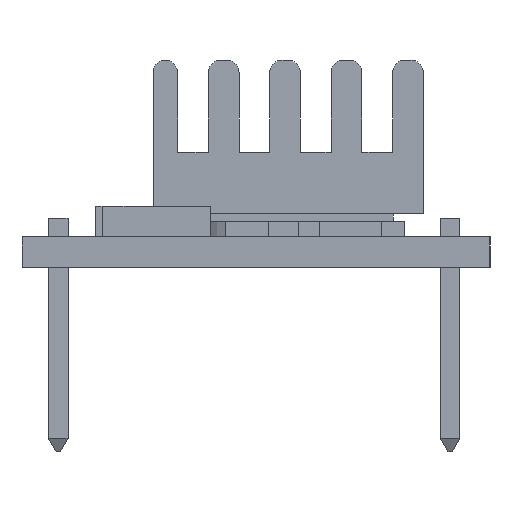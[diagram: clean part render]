
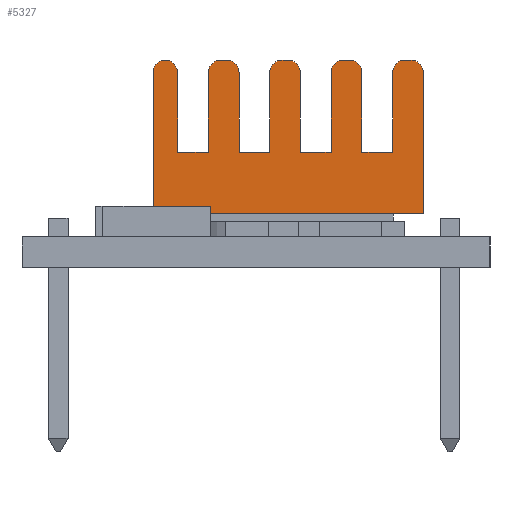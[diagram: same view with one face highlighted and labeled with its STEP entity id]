
A CAD part, left-side view. The second image highlights one B-rep face of the part: STEP entity #5327.
In plain terms, the highlighted planar face has unit normal (-1, 0, 0).
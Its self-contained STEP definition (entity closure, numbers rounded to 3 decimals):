
#182=CIRCLE('',#5737,0.4);
#183=CIRCLE('',#5739,0.4);
#184=CIRCLE('',#5740,0.4);
#185=CIRCLE('',#5741,0.4);
#186=CIRCLE('',#5742,0.4);
#187=CIRCLE('',#5743,0.4);
#188=CIRCLE('',#5744,0.4);
#189=CIRCLE('',#5745,0.4);
#190=CIRCLE('',#5746,0.4);
#503=FACE_OUTER_BOUND('',#856,.T.);
#856=EDGE_LOOP('',(#4615,#4616,#4617,#4618,#4619,#4620,#4621,#4622,#4623,
#4624,#4625,#4626,#4627,#4628,#4629,#4630,#4631,#4632,#4633,#4634,#4635,
#4636,#4637,#4638,#4639,#4640,#4641,#4642));
#1454=LINE('',#8527,#2087);
#1457=LINE('',#8539,#2090);
#1458=LINE('',#8543,#2091);
#1459=LINE('',#8545,#2092);
#1460=LINE('',#8547,#2093);
#1461=LINE('',#8551,#2094);
#1462=LINE('',#8555,#2095);
#1463=LINE('',#8557,#2096);
#1464=LINE('',#8559,#2097);
#1465=LINE('',#8563,#2098);
#1466=LINE('',#8567,#2099);
#1467=LINE('',#8569,#2100);
#1468=LINE('',#8571,#2101);
#1469=LINE('',#8575,#2102);
#1470=LINE('',#8579,#2103);
#1471=LINE('',#8581,#2104);
#1472=LINE('',#8583,#2105);
#1473=LINE('',#8586,#2106);
#1474=LINE('',#8587,#2107);
#2087=VECTOR('',#7040,1.);
#2090=VECTOR('',#7051,1.);
#2091=VECTOR('',#7054,1.);
#2092=VECTOR('',#7055,1.);
#2093=VECTOR('',#7056,1.);
#2094=VECTOR('',#7059,1.);
#2095=VECTOR('',#7062,1.);
#2096=VECTOR('',#7063,1.);
#2097=VECTOR('',#7064,1.);
#2098=VECTOR('',#7067,1.);
#2099=VECTOR('',#7070,1.);
#2100=VECTOR('',#7071,1.);
#2101=VECTOR('',#7072,1.);
#2102=VECTOR('',#7075,1.);
#2103=VECTOR('',#7078,1.);
#2104=VECTOR('',#7079,1.);
#2105=VECTOR('',#7080,1.);
#2106=VECTOR('',#7083,1.);
#2107=VECTOR('',#7084,1.);
#2563=VERTEX_POINT('',#8521);
#2565=VERTEX_POINT('',#8525);
#2568=VERTEX_POINT('',#8532);
#2569=VERTEX_POINT('',#8534);
#2570=VERTEX_POINT('',#8538);
#2571=VERTEX_POINT('',#8540);
#2572=VERTEX_POINT('',#8542);
#2573=VERTEX_POINT('',#8544);
#2574=VERTEX_POINT('',#8546);
#2575=VERTEX_POINT('',#8548);
#2576=VERTEX_POINT('',#8550);
#2577=VERTEX_POINT('',#8552);
#2578=VERTEX_POINT('',#8554);
#2579=VERTEX_POINT('',#8556);
#2580=VERTEX_POINT('',#8558);
#2581=VERTEX_POINT('',#8560);
#2582=VERTEX_POINT('',#8562);
#2583=VERTEX_POINT('',#8564);
#2584=VERTEX_POINT('',#8566);
#2585=VERTEX_POINT('',#8568);
#2586=VERTEX_POINT('',#8570);
#2587=VERTEX_POINT('',#8572);
#2588=VERTEX_POINT('',#8574);
#2589=VERTEX_POINT('',#8576);
#2590=VERTEX_POINT('',#8578);
#2591=VERTEX_POINT('',#8580);
#2592=VERTEX_POINT('',#8582);
#2593=VERTEX_POINT('',#8584);
#3256=EDGE_CURVE('',#2563,#2565,#1454,.T.);
#3259=EDGE_CURVE('',#2568,#2569,#182,.T.);
#3261=EDGE_CURVE('',#2570,#2568,#1457,.T.);
#3262=EDGE_CURVE('',#2571,#2570,#183,.F.);
#3263=EDGE_CURVE('',#2571,#2572,#1458,.T.);
#3264=EDGE_CURVE('',#2573,#2572,#1459,.T.);
#3265=EDGE_CURVE('',#2574,#2573,#1460,.T.);
#3266=EDGE_CURVE('',#2575,#2574,#184,.F.);
#3267=EDGE_CURVE('',#2576,#2575,#1461,.T.);
#3268=EDGE_CURVE('',#2577,#2576,#185,.F.);
#3269=EDGE_CURVE('',#2577,#2578,#1462,.T.);
#3270=EDGE_CURVE('',#2579,#2578,#1463,.T.);
#3271=EDGE_CURVE('',#2580,#2579,#1464,.T.);
#3272=EDGE_CURVE('',#2581,#2580,#186,.F.);
#3273=EDGE_CURVE('',#2582,#2581,#1465,.T.);
#3274=EDGE_CURVE('',#2583,#2582,#187,.F.);
#3275=EDGE_CURVE('',#2583,#2584,#1466,.T.);
#3276=EDGE_CURVE('',#2585,#2584,#1467,.T.);
#3277=EDGE_CURVE('',#2586,#2585,#1468,.T.);
#3278=EDGE_CURVE('',#2587,#2586,#188,.F.);
#3279=EDGE_CURVE('',#2588,#2587,#1469,.T.);
#3280=EDGE_CURVE('',#2589,#2588,#189,.F.);
#3281=EDGE_CURVE('',#2589,#2590,#1470,.T.);
#3282=EDGE_CURVE('',#2591,#2590,#1471,.T.);
#3283=EDGE_CURVE('',#2592,#2591,#1472,.T.);
#3284=EDGE_CURVE('',#2593,#2592,#190,.F.);
#3285=EDGE_CURVE('',#2563,#2593,#1473,.T.);
#3286=EDGE_CURVE('',#2565,#2569,#1474,.T.);
#4615=ORIENTED_EDGE('',*,*,#3261,.F.);
#4616=ORIENTED_EDGE('',*,*,#3262,.F.);
#4617=ORIENTED_EDGE('',*,*,#3263,.T.);
#4618=ORIENTED_EDGE('',*,*,#3264,.F.);
#4619=ORIENTED_EDGE('',*,*,#3265,.F.);
#4620=ORIENTED_EDGE('',*,*,#3266,.F.);
#4621=ORIENTED_EDGE('',*,*,#3267,.F.);
#4622=ORIENTED_EDGE('',*,*,#3268,.F.);
#4623=ORIENTED_EDGE('',*,*,#3269,.T.);
#4624=ORIENTED_EDGE('',*,*,#3270,.F.);
#4625=ORIENTED_EDGE('',*,*,#3271,.F.);
#4626=ORIENTED_EDGE('',*,*,#3272,.F.);
#4627=ORIENTED_EDGE('',*,*,#3273,.F.);
#4628=ORIENTED_EDGE('',*,*,#3274,.F.);
#4629=ORIENTED_EDGE('',*,*,#3275,.T.);
#4630=ORIENTED_EDGE('',*,*,#3276,.F.);
#4631=ORIENTED_EDGE('',*,*,#3277,.F.);
#4632=ORIENTED_EDGE('',*,*,#3278,.F.);
#4633=ORIENTED_EDGE('',*,*,#3279,.F.);
#4634=ORIENTED_EDGE('',*,*,#3280,.F.);
#4635=ORIENTED_EDGE('',*,*,#3281,.T.);
#4636=ORIENTED_EDGE('',*,*,#3282,.F.);
#4637=ORIENTED_EDGE('',*,*,#3283,.F.);
#4638=ORIENTED_EDGE('',*,*,#3284,.F.);
#4639=ORIENTED_EDGE('',*,*,#3285,.F.);
#4640=ORIENTED_EDGE('',*,*,#3256,.T.);
#4641=ORIENTED_EDGE('',*,*,#3286,.T.);
#4642=ORIENTED_EDGE('',*,*,#3259,.F.);
#5031=PLANE('',#5738);
#5327=ADVANCED_FACE('',(#503),#5031,.T.);
#5737=AXIS2_PLACEMENT_3D('',#8535,#7046,#7047);
#5738=AXIS2_PLACEMENT_3D('',#8537,#7049,#7050);
#5739=AXIS2_PLACEMENT_3D('',#8541,#7052,#7053);
#5740=AXIS2_PLACEMENT_3D('',#8549,#7057,#7058);
#5741=AXIS2_PLACEMENT_3D('',#8553,#7060,#7061);
#5742=AXIS2_PLACEMENT_3D('',#8561,#7065,#7066);
#5743=AXIS2_PLACEMENT_3D('',#8565,#7068,#7069);
#5744=AXIS2_PLACEMENT_3D('',#8573,#7073,#7074);
#5745=AXIS2_PLACEMENT_3D('',#8577,#7076,#7077);
#5746=AXIS2_PLACEMENT_3D('',#8585,#7081,#7082);
#7040=DIRECTION('',(0.,-1.,0.));
#7046=DIRECTION('center_axis',(1.,0.,0.));
#7047=DIRECTION('ref_axis',(0.,-1.,0.));
#7049=DIRECTION('center_axis',(-1.,0.,0.));
#7050=DIRECTION('ref_axis',(0.,-1.,0.));
#7051=DIRECTION('',(0.,-1.,0.));
#7052=DIRECTION('center_axis',(-1.,0.,0.));
#7053=DIRECTION('ref_axis',(0.,1.,0.));
#7054=DIRECTION('',(0.,0.,-1.));
#7055=DIRECTION('',(0.,-1.,0.));
#7056=DIRECTION('',(0.,0.,-1.));
#7057=DIRECTION('center_axis',(-1.,0.,0.));
#7058=DIRECTION('ref_axis',(0.,1.,0.));
#7059=DIRECTION('',(0.,-1.,0.));
#7060=DIRECTION('center_axis',(-1.,0.,0.));
#7061=DIRECTION('ref_axis',(0.,1.,0.));
#7062=DIRECTION('',(0.,0.,-1.));
#7063=DIRECTION('',(0.,-1.,0.));
#7064=DIRECTION('',(0.,0.,-1.));
#7065=DIRECTION('center_axis',(-1.,0.,0.));
#7066=DIRECTION('ref_axis',(0.,1.,0.));
#7067=DIRECTION('',(0.,-1.,0.));
#7068=DIRECTION('center_axis',(-1.,0.,0.));
#7069=DIRECTION('ref_axis',(0.,1.,0.));
#7070=DIRECTION('',(0.,0.,-1.));
#7071=DIRECTION('',(0.,-1.,0.));
#7072=DIRECTION('',(0.,0.,-1.));
#7073=DIRECTION('center_axis',(-1.,0.,0.));
#7074=DIRECTION('ref_axis',(0.,1.,0.));
#7075=DIRECTION('',(0.,-1.,0.));
#7076=DIRECTION('center_axis',(-1.,0.,0.));
#7077=DIRECTION('ref_axis',(0.,1.,0.));
#7078=DIRECTION('',(0.,0.,-1.));
#7079=DIRECTION('',(0.,-1.,0.));
#7080=DIRECTION('',(0.,0.,-1.));
#7081=DIRECTION('center_axis',(-1.,0.,0.));
#7082=DIRECTION('ref_axis',(0.,1.,0.));
#7083=DIRECTION('',(0.,0.,1.));
#7084=DIRECTION('',(0.,0.,1.));
#8521=CARTESIAN_POINT('',(14.085,-29.034,11.479));
#8525=CARTESIAN_POINT('',(14.085,-37.834,11.479));
#8527=CARTESIAN_POINT('',(14.085,-33.434,11.479));
#8532=CARTESIAN_POINT('',(14.085,-37.434,16.479));
#8534=CARTESIAN_POINT('',(14.085,-37.834,16.079));
#8535=CARTESIAN_POINT('Origin',(14.085,-37.434,16.079));
#8537=CARTESIAN_POINT('Origin',(14.085,-29.034,11.229));
#8538=CARTESIAN_POINT('',(14.085,-37.234,16.479));
#8539=CARTESIAN_POINT('',(14.085,-37.334,16.479));
#8540=CARTESIAN_POINT('',(14.085,-36.834,16.079));
#8541=CARTESIAN_POINT('Origin',(14.085,-37.234,16.079));
#8542=CARTESIAN_POINT('',(14.085,-36.834,13.479));
#8543=CARTESIAN_POINT('',(14.085,-36.834,14.779));
#8544=CARTESIAN_POINT('',(14.085,-35.834,13.479));
#8545=CARTESIAN_POINT('',(14.085,-36.334,13.479));
#8546=CARTESIAN_POINT('',(14.085,-35.834,16.079));
#8547=CARTESIAN_POINT('',(14.085,-35.834,14.779));
#8548=CARTESIAN_POINT('',(14.085,-35.434,16.479));
#8549=CARTESIAN_POINT('Origin',(14.085,-35.434,16.079));
#8550=CARTESIAN_POINT('',(14.085,-35.234,16.479));
#8551=CARTESIAN_POINT('',(14.085,-35.334,16.479));
#8552=CARTESIAN_POINT('',(14.085,-34.834,16.079));
#8553=CARTESIAN_POINT('Origin',(14.085,-35.234,16.079));
#8554=CARTESIAN_POINT('',(14.085,-34.834,13.479));
#8555=CARTESIAN_POINT('',(14.085,-34.834,14.779));
#8556=CARTESIAN_POINT('',(14.085,-33.834,13.479));
#8557=CARTESIAN_POINT('',(14.085,-34.334,13.479));
#8558=CARTESIAN_POINT('',(14.085,-33.834,16.079));
#8559=CARTESIAN_POINT('',(14.085,-33.834,14.779));
#8560=CARTESIAN_POINT('',(14.085,-33.434,16.479));
#8561=CARTESIAN_POINT('Origin',(14.085,-33.434,16.079));
#8562=CARTESIAN_POINT('',(14.085,-33.234,16.479));
#8563=CARTESIAN_POINT('',(14.085,-33.334,16.479));
#8564=CARTESIAN_POINT('',(14.085,-32.834,16.079));
#8565=CARTESIAN_POINT('Origin',(14.085,-33.234,16.079));
#8566=CARTESIAN_POINT('',(14.085,-32.834,13.479));
#8567=CARTESIAN_POINT('',(14.085,-32.834,14.779));
#8568=CARTESIAN_POINT('',(14.085,-31.834,13.479));
#8569=CARTESIAN_POINT('',(14.085,-32.334,13.479));
#8570=CARTESIAN_POINT('',(14.085,-31.834,16.079));
#8571=CARTESIAN_POINT('',(14.085,-31.834,14.779));
#8572=CARTESIAN_POINT('',(14.085,-31.434,16.479));
#8573=CARTESIAN_POINT('Origin',(14.085,-31.434,16.079));
#8574=CARTESIAN_POINT('',(14.085,-31.234,16.479));
#8575=CARTESIAN_POINT('',(14.085,-31.334,16.479));
#8576=CARTESIAN_POINT('',(14.085,-30.834,16.079));
#8577=CARTESIAN_POINT('Origin',(14.085,-31.234,16.079));
#8578=CARTESIAN_POINT('',(14.085,-30.834,13.479));
#8579=CARTESIAN_POINT('',(14.085,-30.834,14.779));
#8580=CARTESIAN_POINT('',(14.085,-29.834,13.479));
#8581=CARTESIAN_POINT('',(14.085,-30.334,13.479));
#8582=CARTESIAN_POINT('',(14.085,-29.834,16.079));
#8583=CARTESIAN_POINT('',(14.085,-29.834,14.779));
#8584=CARTESIAN_POINT('',(14.085,-29.034,16.079));
#8585=CARTESIAN_POINT('Origin',(14.085,-29.434,16.079));
#8586=CARTESIAN_POINT('',(14.085,-29.034,13.779));
#8587=CARTESIAN_POINT('',(14.085,-37.834,13.779));
